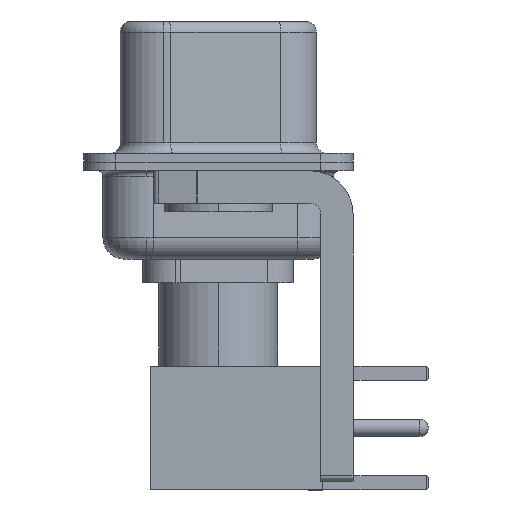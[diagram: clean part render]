
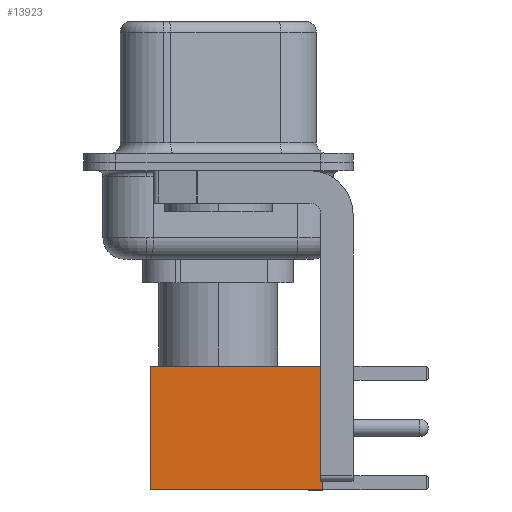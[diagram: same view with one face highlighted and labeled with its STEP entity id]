
A CAD part, left-side view. The second image highlights one B-rep face of the part: STEP entity #13923.
In plain terms, the highlighted face is planar.
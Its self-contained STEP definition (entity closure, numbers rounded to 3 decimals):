
#145 = CARTESIAN_POINT ( 'NONE',  ( 2.875, 2.875, 8. ) ) ;
#1117 = VERTEX_POINT ( 'NONE', #17256 ) ;
#1473 = VECTOR ( 'NONE', #14147, 1000. ) ;
#1980 = LINE ( 'NONE', #6292, #5395 ) ;
#2101 = DIRECTION ( 'NONE',  ( 0., 0., 1. ) ) ;
#3067 = CARTESIAN_POINT ( 'NONE',  ( 0., 2.875, 8. ) ) ;
#3106 = AXIS2_PLACEMENT_3D ( 'NONE', #10508, #3484, #2101 ) ;
#3484 = DIRECTION ( 'NONE',  ( 0., 1., 0. ) ) ;
#3711 = VECTOR ( 'NONE', #11112, 1000. ) ;
#4867 = PLANE ( 'NONE',  #3106 ) ;
#5270 = DIRECTION ( 'NONE',  ( 0., 0., -1. ) ) ;
#5390 = EDGE_CURVE ( 'NONE', #10306, #9356, #15359, .T. ) ;
#5395 = VECTOR ( 'NONE', #10566, 1000. ) ;
#6292 = CARTESIAN_POINT ( 'NONE',  ( 2.875, 2.875, 0. ) ) ;
#6470 = EDGE_LOOP ( 'NONE', ( #16400, #11996, #17856, #10602 ) ) ;
#8151 = CARTESIAN_POINT ( 'NONE',  ( -2.875, 2.875, 0. ) ) ;
#8643 = VECTOR ( 'NONE', #5270, 1000. ) ;
#9270 = CARTESIAN_POINT ( 'NONE',  ( -2.875, 2.875, 0. ) ) ;
#9356 = VERTEX_POINT ( 'NONE', #12118 ) ;
#9727 = LINE ( 'NONE', #10753, #3711 ) ;
#10306 = VERTEX_POINT ( 'NONE', #145 ) ;
#10508 = CARTESIAN_POINT ( 'NONE',  ( 2.875, 2.875, 0. ) ) ;
#10536 = EDGE_CURVE ( 'NONE', #10306, #1117, #1980, .T. ) ;
#10541 = VERTEX_POINT ( 'NONE', #8151 ) ;
#10558 = EDGE_CURVE ( 'NONE', #9356, #10541, #16379, .T. ) ;
#10566 = DIRECTION ( 'NONE',  ( 0., 0., -1. ) ) ;
#10602 = ORIENTED_EDGE ( 'NONE', *, *, #5390, .F. ) ;
#10753 = CARTESIAN_POINT ( 'NONE',  ( 0., 2.875, 0. ) ) ;
#11112 = DIRECTION ( 'NONE',  ( -1., 0., 0. ) ) ;
#11996 = ORIENTED_EDGE ( 'NONE', *, *, #14479, .T. ) ;
#12118 = CARTESIAN_POINT ( 'NONE',  ( -2.875, 2.875, 8. ) ) ;
#13923 = ADVANCED_FACE ( 'NONE', ( #17518 ), #4867, .T. ) ;
#14147 = DIRECTION ( 'NONE',  ( -1., 0., 0. ) ) ;
#14479 = EDGE_CURVE ( 'NONE', #1117, #10541, #9727, .T. ) ;
#15359 = LINE ( 'NONE', #3067, #1473 ) ;
#16379 = LINE ( 'NONE', #9270, #8643 ) ;
#16400 = ORIENTED_EDGE ( 'NONE', *, *, #10536, .T. ) ;
#17256 = CARTESIAN_POINT ( 'NONE',  ( 2.875, 2.875, 0. ) ) ;
#17518 = FACE_OUTER_BOUND ( 'NONE', #6470, .T. ) ;
#17856 = ORIENTED_EDGE ( 'NONE', *, *, #10558, .F. ) ;
